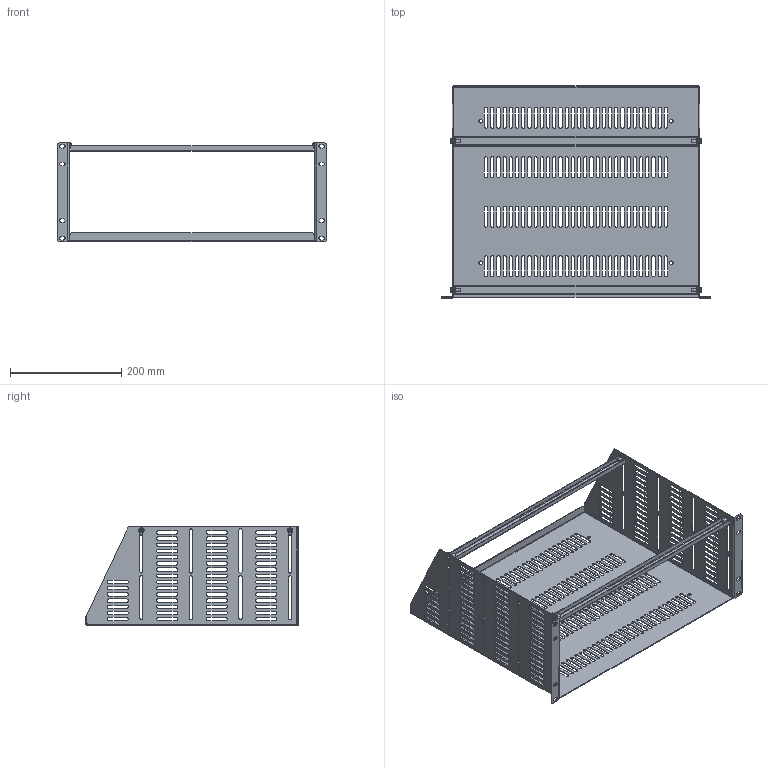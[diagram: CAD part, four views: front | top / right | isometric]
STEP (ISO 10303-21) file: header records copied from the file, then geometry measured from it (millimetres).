
FILE_DESCRIPTION (( 'STEP AP203' ), '1' );
FILE_NAME ('RACSV190715.step', '2020-11-12T13:32:39', ( 'ADC123' ), ( 'Microsoft' ), 'SwSTEP 2.0', 'SolidWorks 2019', '' );
FILE_SCHEMA (( 'CONFIG_CONTROL_DESIGN' ));
Length unit declared in the file: inch
Products named in the file (1): RACSV190715
Bounding box: 482.75 x 381 x 178 mm (x, y, z)
Volume: 491590 mm3; surface area: 596714.8 mm2
Topology: 11 solids, 11 shells, 1242 faces, 3560 edges, 2352 vertices
Faces by surface type: plane 662, cylinder 564, bspline 12, cone 4
Full cylindrical faces by diameter (mm): 4.039 x4, 4.801 x4, 6.198 x4, 6.35 x8, 8.636 x4, 9.347 x8
Entity records: 42091 total; most frequent: CARTESIAN_POINT 7847, DIRECTION 7022, ORIENTED_EDGE 7016, EDGE_CURVE 3508, AXIS2_PLACEMENT_3D 2363, VERTEX_POINT 2344, VECTOR 2296, LINE 2296
